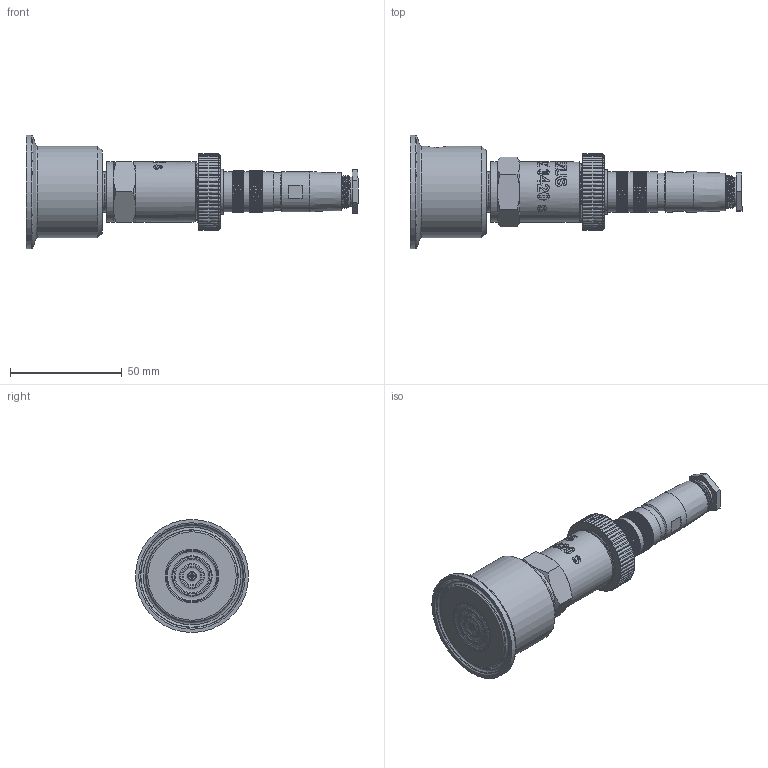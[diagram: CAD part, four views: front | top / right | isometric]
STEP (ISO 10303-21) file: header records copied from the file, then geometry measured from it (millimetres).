
FILE_DESCRIPTION(/* description */ (''),/* implementation_level */ '2;1');
FILE_NAME(/* name */ 'APZ3420s_ClampDN1_7.step',/* time_stamp */ '2021-07-08T14:18:37+03:00',/* author */ (''),/* organization */ (''),/* preprocessor_version */ 'ST-DEVELOPER v18.1',/* originating_system */ 'Autodesk Translation Framework v10.9.0.1377',/* authorisation */ '');
FILE_SCHEMA (('AUTOMOTIVE_DESIGN { 1 0 10303 214 3 1 1 }'));
Products named in the file (8): АПЗ 3420S заполненная; OMAL nut M27x1.5; Binder 723 assembly; Binder 723 female; Binder 723 male; Ш100.000.005; G1\2EN; Clamp DN1 diaphragm 24 v2 (1)
Assembly tree (7 placements, depth 3):
  АПЗ 3420S заполненная
    OMAL nut M27x1.5
    Binder 723 assembly
      Binder 723 female
      Binder 723 male
    Ш100.000.005
    G1\2EN
    Clamp DN1 diaphragm 24 v2 (1)
Bounding box: 148.25 x 50.5 x 50.5 mm (x, y, z)
Volume: 90667.5 mm3; surface area: 32488.2 mm2
Topology: 9 solids, 9 shells, 3613 faces, 9129 edges, 5971 vertices
Faces by surface type: plane 2174, cylinder 641, bspline 472, cone 308, torus 18
Full cylindrical faces by diameter (mm): 1 x15, 1.5 x5, 2 x1, 3 x1, 3.3 x1, 5 x1, 6 x3, 10 x1, 11.8 x1, 12 x1, 13 x1, 13.5 x1, 13.741 x3, 14.884 x2, 15.044 x5, 15.2 x1, 15.908 x4, 16.7 x1, 16.8 x1, 17.044 x7, 17.283 x6, 17.5 x1, 17.6 x1, 17.908 x7, 18 x5, 18.124 x7, 18.161 x2, 18.631 x7, 20 x1, 20.955 x7
Entity records: 141599 total; most frequent: CARTESIAN_POINT 55602, ORIENTED_EDGE 18256, DIRECTION 18196, EDGE_CURVE 9128, AXIS2_PLACEMENT_3D 7843, VERTEX_POINT 5971, EDGE_LOOP 4059, ELLIPSE 3870
